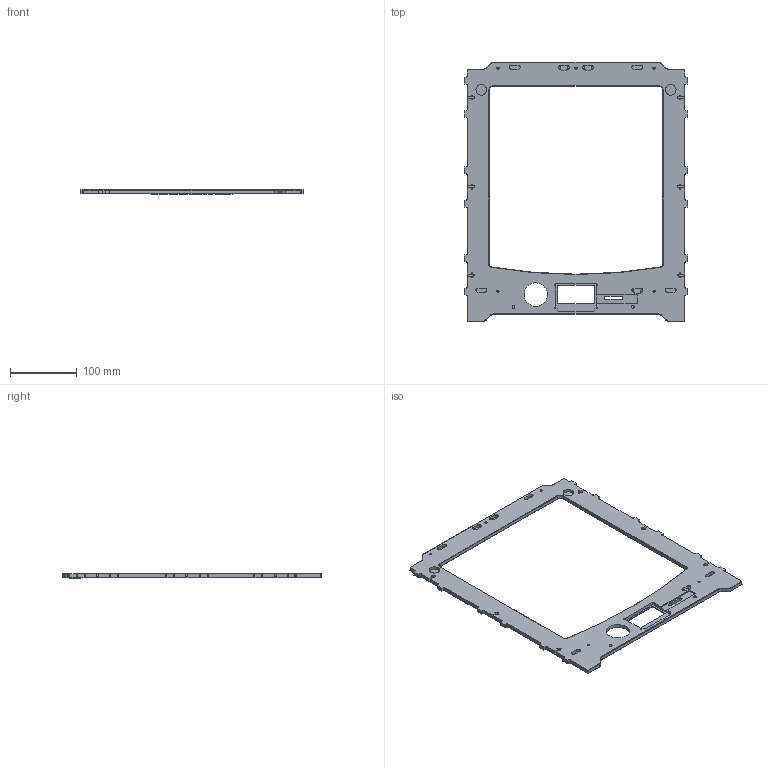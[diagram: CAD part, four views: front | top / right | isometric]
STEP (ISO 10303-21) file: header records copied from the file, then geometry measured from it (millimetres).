
FILE_DESCRIPTION (( 'STEP AP214' ), '1' );
FILE_NAME ('1230-E.STEP', '2016-07-25T07:52:58', ( '' ), ( '' ), 'SwSTEP 2.0', 'SolidWorks 2015', '' );
FILE_SCHEMA (( 'AUTOMOTIVE_DESIGN' ));
Length unit declared in the file: millimetre
Products named in the file (1): 1230-E
Bounding box: 334.2 x 388 x 6.2 mm (x, y, z)
Volume: 280756.6 mm3; surface area: 118545.5 mm2
Topology: 12 solids, 12 shells, 570 faces, 1539 edges, 1006 vertices
Faces by surface type: plane 302, cylinder 130, bspline 112, cone 26
Entity records: 20911 total; most frequent: CARTESIAN_POINT 4633, ORIENTED_EDGE 3078, DIRECTION 2509, EDGE_CURVE 1539, LINE 1019, VECTOR 1019, VERTEX_POINT 1006, AXIS2_PLACEMENT_3D 745
